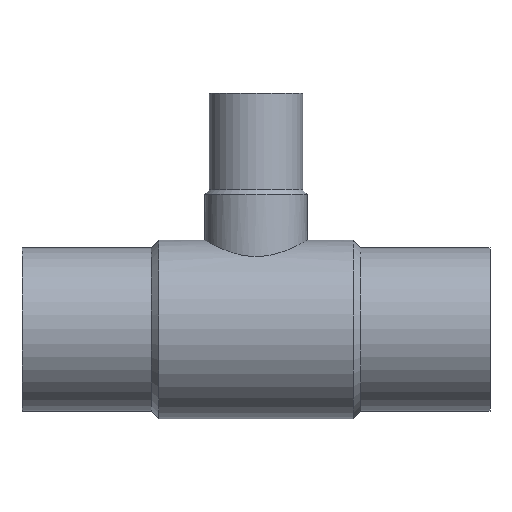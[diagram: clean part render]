
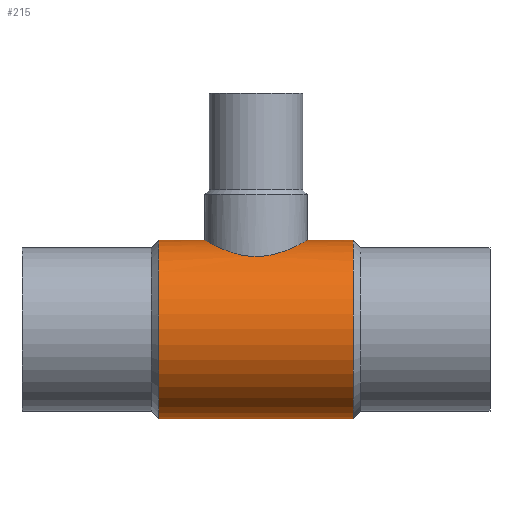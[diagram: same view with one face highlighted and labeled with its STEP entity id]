
A CAD part, top view. The second image highlights one B-rep face of the part: STEP entity #215.
In plain terms, the highlighted cylindrical face has radius 60 mm (diameter 120 mm), a partial arc.
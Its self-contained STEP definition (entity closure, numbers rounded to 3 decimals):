
#131 = EDGE_CURVE( '', #147, #225, #357, .T. );
#137 = EDGE_CURVE( '', #225, #301, #363, .T. );
#147 = VERTEX_POINT( '', #375 );
#159 = VERTEX_POINT( '', #387 );
#203 = VERTEX_POINT( '', #436 );
#215 = ADVANCED_FACE( '', ( #449 ), #450, .T. );
#225 = VERTEX_POINT( '', #460 );
#227 = EDGE_CURVE( '', #203, #147, #462, .T. );
#235 = EDGE_CURVE( '', #301, #159, #470, .T. );
#255 = EDGE_CURVE( '', #203, #259, #493, .T. );
#259 = VERTEX_POINT( '', #498 );
#275 = EDGE_CURVE( '', #159, #259, #516, .T. );
#301 = VERTEX_POINT( '', #547 );
#357 = CIRCLE( '', #603, 60. );
#363 = LINE( '', #614, #615 );
#375 = CARTESIAN_POINT( '', ( -92., -60., 0. ) );
#387 = CARTESIAN_POINT( '', ( -191.9, 60., 0. ) );
#436 = CARTESIAN_POINT( '', ( -223., -60., 0. ) );
#449 = FACE_OUTER_BOUND( '', #755, .T. );
#450 = CYLINDRICAL_SURFACE( '', #756, 60. );
#460 = CARTESIAN_POINT( '', ( -92., 60., 0. ) );
#462 = LINE( '', #771, #772 );
#470 = B_SPLINE_CURVE_WITH_KNOTS( '', 3, ( #845, #846, #847, #848, #849, #850, #851, #852, #853, #854, #855, #856, #857, #858, #859, #860, #861, #862, #863, #864, #865, #866, #867, #868, #869, #870, #871, #872, #873, #874, #875, #876, #877, #878, #879, #880, #881, #882, #883, #884, #885, #886, #887, #888, #889, #890, #891, #892, #893, #894, #895, #896, #897, #898, #899, #900, #901, #902, #903, #904, #905, #906, #907, #908, #909, #910 ), .UNSPECIFIED., .F., .F., ( 4, 2, 2, 2, 2, 2, 2, 2, 2, 2, 2, 2, 2, 2, 2, 2, 2, 2, 2, 2, 2, 2, 2, 2, 2, 2, 2, 2, 2, 2, 2, 2, 4 ), ( 53.298, 56.621, 59.943, 63.266, 66.588, 69.911, 73.233, 76.556, 79.878, 83.218, 86.558, 89.897, 93.237, 96.577, 99.917, 103.257, 106.596, 109.936, 113.276, 116.616, 119.955, 123.295, 126.635, 129.975, 133.314, 136.637, 139.959, 143.282, 146.604, 149.927, 153.249, 156.572, 159.894 ), .UNSPECIFIED. );
#493 = CIRCLE( '', #936, 60. );
#498 = CARTESIAN_POINT( '', ( -223., 60., 0. ) );
#516 = LINE( '', #1030, #1031 );
#547 = CARTESIAN_POINT( '', ( -123.1, 60., 0. ) );
#603 = AXIS2_PLACEMENT_3D( '', #1161, #1162, #1163 );
#614 = CARTESIAN_POINT( '', ( -157.5, 60., 0. ) );
#615 = VECTOR( '', #1166, 1. );
#755 = EDGE_LOOP( '', ( #1259, #1260, #1261, #1262, #1263, #1264 ) );
#756 = AXIS2_PLACEMENT_3D( '', #1265, #1266, #1267 );
#771 = CARTESIAN_POINT( '', ( -157.5, -60., 0. ) );
#772 = VECTOR( '', #1273, 1. );
#845 = CARTESIAN_POINT( '', ( -123.1, 60., 0. ) );
#846 = CARTESIAN_POINT( '', ( -123.1, 60., 1.107 ) );
#847 = CARTESIAN_POINT( '', ( -123.154, 59.969, 2.23 ) );
#848 = CARTESIAN_POINT( '', ( -123.375, 59.843, 4.482 ) );
#849 = CARTESIAN_POINT( '', ( -123.542, 59.748, 5.612 ) );
#850 = CARTESIAN_POINT( '', ( -123.99, 59.494, 7.858 ) );
#851 = CARTESIAN_POINT( '', ( -124.271, 59.336, 8.974 ) );
#852 = CARTESIAN_POINT( '', ( -124.945, 58.961, 11.173 ) );
#853 = CARTESIAN_POINT( '', ( -125.337, 58.745, 12.255 ) );
#854 = CARTESIAN_POINT( '', ( -126.223, 58.264, 14.368 ) );
#855 = CARTESIAN_POINT( '', ( -126.718, 58., 15.399 ) );
#856 = CARTESIAN_POINT( '', ( -127.801, 57.432, 17.395 ) );
#857 = CARTESIAN_POINT( '', ( -128.388, 57.13, 18.361 ) );
#858 = CARTESIAN_POINT( '', ( -129.642, 56.501, 20.212 ) );
#859 = CARTESIAN_POINT( '', ( -130.308, 56.175, 21.099 ) );
#860 = CARTESIAN_POINT( '', ( -131.701, 55.514, 22.781 ) );
#861 = CARTESIAN_POINT( '', ( -132.428, 55.18, 23.577 ) );
#862 = CARTESIAN_POINT( '', ( -133.927, 54.515, 25.076 ) );
#863 = CARTESIAN_POINT( '', ( -134.726, 54.173, 25.805 ) );
#864 = CARTESIAN_POINT( '', ( -136.412, 53.486, 27.2 ) );
#865 = CARTESIAN_POINT( '', ( -137.299, 53.141, 27.866 ) );
#866 = CARTESIAN_POINT( '', ( -139.15, 52.465, 29.118 ) );
#867 = CARTESIAN_POINT( '', ( -140.114, 52.135, 29.705 ) );
#868 = CARTESIAN_POINT( '', ( -142.106, 51.504, 30.784 ) );
#869 = CARTESIAN_POINT( '', ( -143.135, 51.205, 31.278 ) );
#870 = CARTESIAN_POINT( '', ( -145.242, 50.654, 32.162 ) );
#871 = CARTESIAN_POINT( '', ( -146.321, 50.403, 32.553 ) );
#872 = CARTESIAN_POINT( '', ( -148.514, 49.962, 33.226 ) );
#873 = CARTESIAN_POINT( '', ( -149.629, 49.773, 33.507 ) );
#874 = CARTESIAN_POINT( '', ( -151.873, 49.468, 33.956 ) );
#875 = CARTESIAN_POINT( '', ( -153.004, 49.352, 34.124 ) );
#876 = CARTESIAN_POINT( '', ( -155.261, 49.197, 34.346 ) );
#877 = CARTESIAN_POINT( '', ( -156.387, 49.159, 34.4 ) );
#878 = CARTESIAN_POINT( '', ( -158.613, 49.159, 34.4 ) );
#879 = CARTESIAN_POINT( '', ( -159.739, 49.197, 34.346 ) );
#880 = CARTESIAN_POINT( '', ( -161.996, 49.352, 34.124 ) );
#881 = CARTESIAN_POINT( '', ( -163.127, 49.468, 33.956 ) );
#882 = CARTESIAN_POINT( '', ( -165.371, 49.773, 33.507 ) );
#883 = CARTESIAN_POINT( '', ( -166.486, 49.962, 33.226 ) );
#884 = CARTESIAN_POINT( '', ( -168.679, 50.403, 32.553 ) );
#885 = CARTESIAN_POINT( '', ( -169.758, 50.654, 32.162 ) );
#886 = CARTESIAN_POINT( '', ( -171.865, 51.205, 31.278 ) );
#887 = CARTESIAN_POINT( '', ( -172.894, 51.504, 30.784 ) );
#888 = CARTESIAN_POINT( '', ( -174.886, 52.135, 29.705 ) );
#889 = CARTESIAN_POINT( '', ( -175.85, 52.465, 29.118 ) );
#890 = CARTESIAN_POINT( '', ( -177.701, 53.141, 27.866 ) );
#891 = CARTESIAN_POINT( '', ( -178.588, 53.486, 27.2 ) );
#892 = CARTESIAN_POINT( '', ( -180.274, 54.173, 25.805 ) );
#893 = CARTESIAN_POINT( '', ( -181.073, 54.515, 25.076 ) );
#894 = CARTESIAN_POINT( '', ( -182.572, 55.18, 23.577 ) );
#895 = CARTESIAN_POINT( '', ( -183.299, 55.514, 22.781 ) );
#896 = CARTESIAN_POINT( '', ( -184.692, 56.175, 21.099 ) );
#897 = CARTESIAN_POINT( '', ( -185.358, 56.501, 20.212 ) );
#898 = CARTESIAN_POINT( '', ( -186.612, 57.13, 18.361 ) );
#899 = CARTESIAN_POINT( '', ( -187.199, 57.432, 17.395 ) );
#900 = CARTESIAN_POINT( '', ( -188.282, 58., 15.399 ) );
#901 = CARTESIAN_POINT( '', ( -188.777, 58.264, 14.368 ) );
#902 = CARTESIAN_POINT( '', ( -189.663, 58.745, 12.255 ) );
#903 = CARTESIAN_POINT( '', ( -190.055, 58.961, 11.173 ) );
#904 = CARTESIAN_POINT( '', ( -190.729, 59.336, 8.974 ) );
#905 = CARTESIAN_POINT( '', ( -191.01, 59.494, 7.858 ) );
#906 = CARTESIAN_POINT( '', ( -191.458, 59.748, 5.612 ) );
#907 = CARTESIAN_POINT( '', ( -191.625, 59.843, 4.482 ) );
#908 = CARTESIAN_POINT( '', ( -191.846, 59.969, 2.23 ) );
#909 = CARTESIAN_POINT( '', ( -191.9, 60., 1.107 ) );
#910 = CARTESIAN_POINT( '', ( -191.9, 60., 0. ) );
#936 = AXIS2_PLACEMENT_3D( '', #1297, #1298, #1299 );
#1030 = CARTESIAN_POINT( '', ( -157.5, 60., 0. ) );
#1031 = VECTOR( '', #1327, 1. );
#1161 = CARTESIAN_POINT( '', ( -92., 0., 0. ) );
#1162 = DIRECTION( '', ( -1., 0., 0. ) );
#1163 = DIRECTION( '', ( 0., 1., 0. ) );
#1166 = DIRECTION( '', ( -1., 0., 0. ) );
#1259 = ORIENTED_EDGE( '', *, *, #137, .T. );
#1260 = ORIENTED_EDGE( '', *, *, #235, .T. );
#1261 = ORIENTED_EDGE( '', *, *, #275, .T. );
#1262 = ORIENTED_EDGE( '', *, *, #255, .F. );
#1263 = ORIENTED_EDGE( '', *, *, #227, .T. );
#1264 = ORIENTED_EDGE( '', *, *, #131, .T. );
#1265 = CARTESIAN_POINT( '', ( -157.5, 0., 0. ) );
#1266 = DIRECTION( '', ( 1., 0., 0. ) );
#1267 = DIRECTION( '', ( 0., 1., 0. ) );
#1273 = DIRECTION( '', ( 1., 0., 0. ) );
#1297 = CARTESIAN_POINT( '', ( -223., 0., 0. ) );
#1298 = DIRECTION( '', ( -1., 0., 0. ) );
#1299 = DIRECTION( '', ( 0., 1., 0. ) );
#1327 = DIRECTION( '', ( -1., 0., 0. ) );
